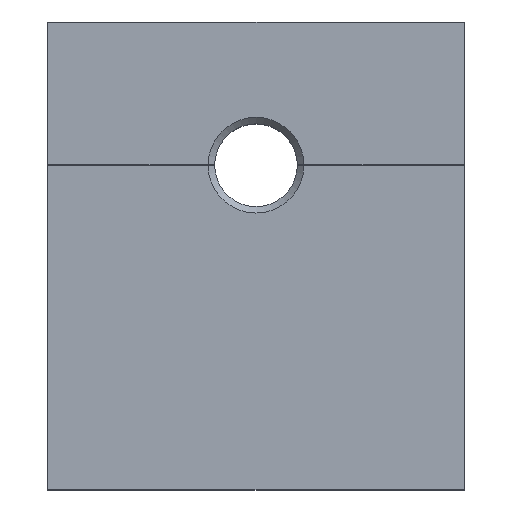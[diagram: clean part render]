
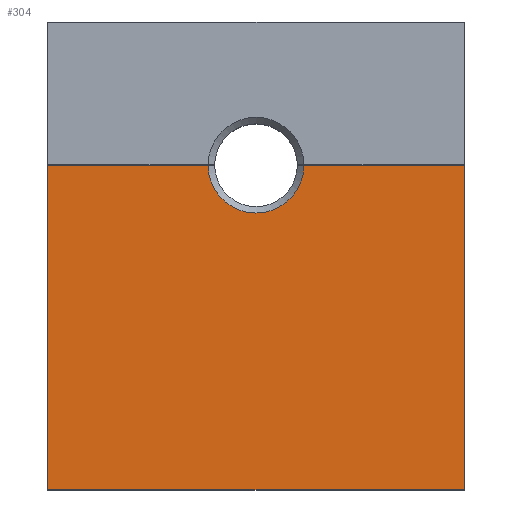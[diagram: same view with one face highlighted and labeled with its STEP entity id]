
A CAD part, top view. The second image highlights one B-rep face of the part: STEP entity #304.
In plain terms, the highlighted planar face has unit normal (0, 0, 1).
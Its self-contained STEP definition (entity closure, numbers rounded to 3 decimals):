
#5 = VECTOR ( 'NONE', #380, 1000. ) ;
#19 = CARTESIAN_POINT ( 'NONE',  ( 16., -17.965, 12. ) ) ;
#25 = DIRECTION ( 'NONE',  ( 0., 1., 0. ) ) ;
#81 = DIRECTION ( 'NONE',  ( 1., 0., 0. ) ) ;
#88 = EDGE_CURVE ( 'NONE', #265, #1075, #290, .T. ) ;
#121 = VERTEX_POINT ( 'NONE', #458 ) ;
#130 = DIRECTION ( 'NONE',  ( 0., 0., -1. ) ) ;
#147 = LINE ( 'NONE', #1076, #1033 ) ;
#198 = AXIS2_PLACEMENT_3D ( 'NONE', #708, #130, #212 ) ;
#212 = DIRECTION ( 'NONE',  ( 1., 0., 0. ) ) ;
#216 = VECTOR ( 'NONE', #503, 1000. ) ;
#222 = CARTESIAN_POINT ( 'NONE',  ( -31.057, 6.915, 12. ) ) ;
#229 = ORIENTED_EDGE ( 'NONE', *, *, #88, .T. ) ;
#234 = DIRECTION ( 'NONE',  ( 0., 0., 1. ) ) ;
#244 = CARTESIAN_POINT ( 'NONE',  ( -16., -17.965, 12. ) ) ;
#265 = VERTEX_POINT ( 'NONE', #19 ) ;
#275 = CARTESIAN_POINT ( 'NONE',  ( 16., 17.965, 12. ) ) ;
#277 = EDGE_LOOP ( 'NONE', ( #555, #313, #540, #371, #605, #229 ) ) ;
#290 = LINE ( 'NONE', #275, #891 ) ;
#304 = ADVANCED_FACE ( 'NONE', ( #1040 ), #957, .T. ) ;
#313 = ORIENTED_EDGE ( 'NONE', *, *, #640, .T. ) ;
#371 = ORIENTED_EDGE ( 'NONE', *, *, #484, .T. ) ;
#380 = DIRECTION ( 'NONE',  ( 1., 0., 0. ) ) ;
#381 = EDGE_CURVE ( 'NONE', #121, #428, #147, .T. ) ;
#389 = CARTESIAN_POINT ( 'NONE',  ( 0., 0., 12. ) ) ;
#428 = VERTEX_POINT ( 'NONE', #637 ) ;
#445 = CARTESIAN_POINT ( 'NONE',  ( -16., -17.965, 12. ) ) ;
#458 = CARTESIAN_POINT ( 'NONE',  ( -16., 6.915, 12. ) ) ;
#480 = DIRECTION ( 'NONE',  ( 1., 0., 0. ) ) ;
#484 = EDGE_CURVE ( 'NONE', #121, #830, #906, .T. ) ;
#495 = EDGE_CURVE ( 'NONE', #830, #265, #750, .T. ) ;
#503 = DIRECTION ( 'NONE',  ( 0., -1., 0. ) ) ;
#540 = ORIENTED_EDGE ( 'NONE', *, *, #381, .F. ) ;
#554 = LINE ( 'NONE', #222, #5 ) ;
#555 = ORIENTED_EDGE ( 'NONE', *, *, #653, .F. ) ;
#561 = DIRECTION ( 'NONE',  ( 1., 0., 0. ) ) ;
#605 = ORIENTED_EDGE ( 'NONE', *, *, #495, .T. ) ;
#610 = VECTOR ( 'NONE', #81, 1000. ) ;
#635 = CARTESIAN_POINT ( 'NONE',  ( 3.675, 6.915, 12. ) ) ;
#636 = VERTEX_POINT ( 'NONE', #635 ) ;
#637 = CARTESIAN_POINT ( 'NONE',  ( -3.675, 6.915, 12. ) ) ;
#640 = EDGE_CURVE ( 'NONE', #636, #428, #931, .T. ) ;
#653 = EDGE_CURVE ( 'NONE', #636, #1075, #554, .T. ) ;
#708 = CARTESIAN_POINT ( 'NONE',  ( 0., 6.965, 12. ) ) ;
#750 = LINE ( 'NONE', #244, #610 ) ;
#830 = VERTEX_POINT ( 'NONE', #445 ) ;
#891 = VECTOR ( 'NONE', #25, 1000. ) ;
#906 = LINE ( 'NONE', #996, #216 ) ;
#916 = CARTESIAN_POINT ( 'NONE',  ( 16., 6.915, 12. ) ) ;
#931 = CIRCLE ( 'NONE', #198, 3.675 ) ;
#944 = AXIS2_PLACEMENT_3D ( 'NONE', #389, #234, #561 ) ;
#957 = PLANE ( 'NONE',  #944 ) ;
#996 = CARTESIAN_POINT ( 'NONE',  ( -16., 17.965, 12. ) ) ;
#1033 = VECTOR ( 'NONE', #480, 1000. ) ;
#1040 = FACE_OUTER_BOUND ( 'NONE', #277, .T. ) ;
#1075 = VERTEX_POINT ( 'NONE', #916 ) ;
#1076 = CARTESIAN_POINT ( 'NONE',  ( -31.057, 6.915, 12. ) ) ;
